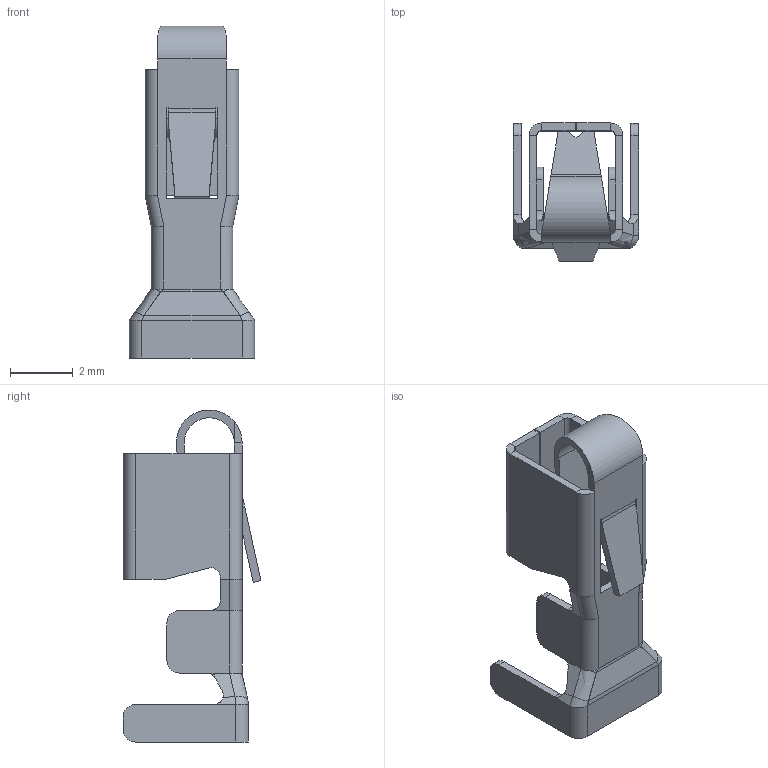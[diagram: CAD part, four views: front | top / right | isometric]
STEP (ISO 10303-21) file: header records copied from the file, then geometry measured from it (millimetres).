
FILE_DESCRIPTION (( 'STEP AP214' ), '1' );
FILE_NAME ('SVH-21T-P1.1.STEP', '2021-07-20T21:02:01', ( '' ), ( '' ), 'SwSTEP 2.0', 'SolidWorks 2017', '' );
FILE_SCHEMA (( 'AUTOMOTIVE_DESIGN' ));
Length unit declared in the file: millimetre
Products named in the file (1): SVH-21T-P1.1
Bounding box: 4 x 4.4 x 10.6 mm (x, y, z)
Volume: 23.4 mm3; surface area: 210.7 mm2
Topology: 1 solids, 1 shells, 173 faces, 415 edges, 244 vertices
Faces by surface type: plane 105, cylinder 46, bspline 22
Entity records: 5141 total; most frequent: CARTESIAN_POINT 1339, ORIENTED_EDGE 830, DIRECTION 719, EDGE_CURVE 415, LINE 291, VECTOR 291, VERTEX_POINT 244, AXIS2_PLACEMENT_3D 214
